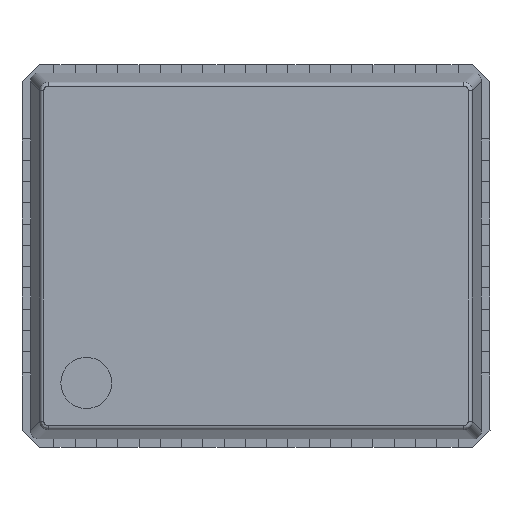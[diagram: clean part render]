
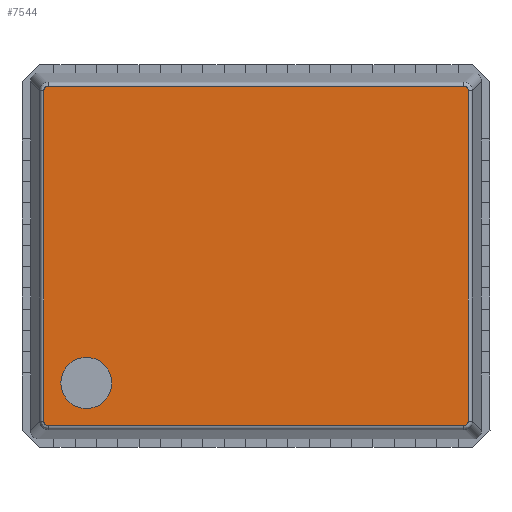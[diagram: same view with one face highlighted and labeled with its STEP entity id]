
A CAD part, top view. The second image highlights one B-rep face of the part: STEP entity #7544.
In plain terms, the highlighted planar face has unit normal (0, 0, 1).
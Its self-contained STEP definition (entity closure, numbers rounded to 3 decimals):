
#131=FACE_BOUND('',#1134,.T.);
#141=ELLIPSE('',#8355,0.052,0.05);
#143=ELLIPSE('',#8359,0.052,0.05);
#145=ELLIPSE('',#8364,0.052,0.05);
#147=ELLIPSE('',#8368,0.052,0.05);
#150=CIRCLE('',#8151,0.3);
#713=FACE_OUTER_BOUND('',#1133,.T.);
#1133=EDGE_LOOP('',(#6622,#6623,#6624,#6625,#6626,#6627,#6628,#6629));
#1134=EDGE_LOOP('',(#6630));
#2095=LINE('',#12485,#3068);
#2097=LINE('',#12554,#3070);
#2099=LINE('',#12557,#3072);
#2103=LINE('',#12563,#3076);
#3068=VECTOR('',#10274,10.);
#3070=VECTOR('',#10294,10.);
#3072=VECTOR('',#10298,10.);
#3076=VECTOR('',#10306,10.);
#3387=VERTEX_POINT('',#11378);
#3712=VERTEX_POINT('',#12446);
#3713=VERTEX_POINT('',#12448);
#3716=VERTEX_POINT('',#12479);
#3717=VERTEX_POINT('',#12481);
#3720=VERTEX_POINT('',#12515);
#3721=VERTEX_POINT('',#12517);
#3724=VERTEX_POINT('',#12548);
#3725=VERTEX_POINT('',#12550);
#4171=EDGE_CURVE('',#3387,#3387,#150,.T.);
#4695=EDGE_CURVE('',#3712,#3713,#141,.T.);
#4699=EDGE_CURVE('',#3716,#3717,#143,.T.);
#4701=EDGE_CURVE('',#3713,#3716,#2095,.T.);
#4705=EDGE_CURVE('',#3720,#3721,#145,.T.);
#4709=EDGE_CURVE('',#3724,#3725,#147,.T.);
#4711=EDGE_CURVE('',#3717,#3724,#2097,.T.);
#4713=EDGE_CURVE('',#3725,#3720,#2099,.T.);
#4717=EDGE_CURVE('',#3721,#3712,#2103,.T.);
#6622=ORIENTED_EDGE('',*,*,#4709,.F.);
#6623=ORIENTED_EDGE('',*,*,#4711,.F.);
#6624=ORIENTED_EDGE('',*,*,#4699,.F.);
#6625=ORIENTED_EDGE('',*,*,#4701,.F.);
#6626=ORIENTED_EDGE('',*,*,#4695,.F.);
#6627=ORIENTED_EDGE('',*,*,#4717,.F.);
#6628=ORIENTED_EDGE('',*,*,#4705,.F.);
#6629=ORIENTED_EDGE('',*,*,#4713,.F.);
#6630=ORIENTED_EDGE('',*,*,#4171,.T.);
#7124=PLANE('',#8379);
#7544=ADVANCED_FACE('',(#713,#131),#7124,.T.);
#8151=AXIS2_PLACEMENT_3D('',#11379,#9337,#9338);
#8355=AXIS2_PLACEMENT_3D('',#12449,#10260,#10261);
#8359=AXIS2_PLACEMENT_3D('',#12482,#10268,#10269);
#8364=AXIS2_PLACEMENT_3D('',#12518,#10280,#10281);
#8368=AXIS2_PLACEMENT_3D('',#12551,#10288,#10289);
#8379=AXIS2_PLACEMENT_3D('',#12576,#10324,#10325);
#9337=DIRECTION('center_axis',(0.,0.,-1.));
#9338=DIRECTION('ref_axis',(-1.,0.,0.));
#10260=DIRECTION('center_axis',(0.,0.,-1.));
#10261=DIRECTION('ref_axis',(0.707,-0.707,0.));
#10268=DIRECTION('center_axis',(0.,0.,-1.));
#10269=DIRECTION('ref_axis',(-0.707,-0.707,0.));
#10274=DIRECTION('',(-1.,0.,0.));
#10280=DIRECTION('center_axis',(0.,0.,-1.));
#10281=DIRECTION('ref_axis',(0.707,0.707,0.));
#10288=DIRECTION('center_axis',(0.,0.,-1.));
#10289=DIRECTION('ref_axis',(-0.707,0.707,0.));
#10294=DIRECTION('',(0.,1.,0.));
#10298=DIRECTION('',(1.,0.,0.));
#10306=DIRECTION('',(0.,-1.,0.));
#10324=DIRECTION('center_axis',(0.,0.,1.));
#10325=DIRECTION('ref_axis',(1.,0.,0.));
#11378=CARTESIAN_POINT('',(-1.693,-1.493,0.9));
#11379=CARTESIAN_POINT('Origin',(-1.993,-1.493,0.9));
#12446=CARTESIAN_POINT('',(2.493,-1.944,0.9));
#12448=CARTESIAN_POINT('',(2.444,-1.993,0.9));
#12449=CARTESIAN_POINT('Origin',(2.443,-1.943,0.9));
#12479=CARTESIAN_POINT('',(-2.444,-1.993,0.9));
#12481=CARTESIAN_POINT('',(-2.493,-1.944,0.9));
#12482=CARTESIAN_POINT('Origin',(-2.443,-1.943,0.9));
#12485=CARTESIAN_POINT('',(1.375,-1.993,0.9));
#12515=CARTESIAN_POINT('',(2.444,1.993,0.9));
#12517=CARTESIAN_POINT('',(2.493,1.944,0.9));
#12518=CARTESIAN_POINT('Origin',(2.443,1.943,0.9));
#12548=CARTESIAN_POINT('',(-2.493,1.944,0.9));
#12550=CARTESIAN_POINT('',(-2.444,1.993,0.9));
#12551=CARTESIAN_POINT('Origin',(-2.443,1.943,0.9));
#12554=CARTESIAN_POINT('',(-2.493,-1.125,0.9));
#12557=CARTESIAN_POINT('',(1.375,1.993,0.9));
#12563=CARTESIAN_POINT('',(2.493,-1.125,0.9));
#12576=CARTESIAN_POINT('Origin',(0.,0.,0.9));
